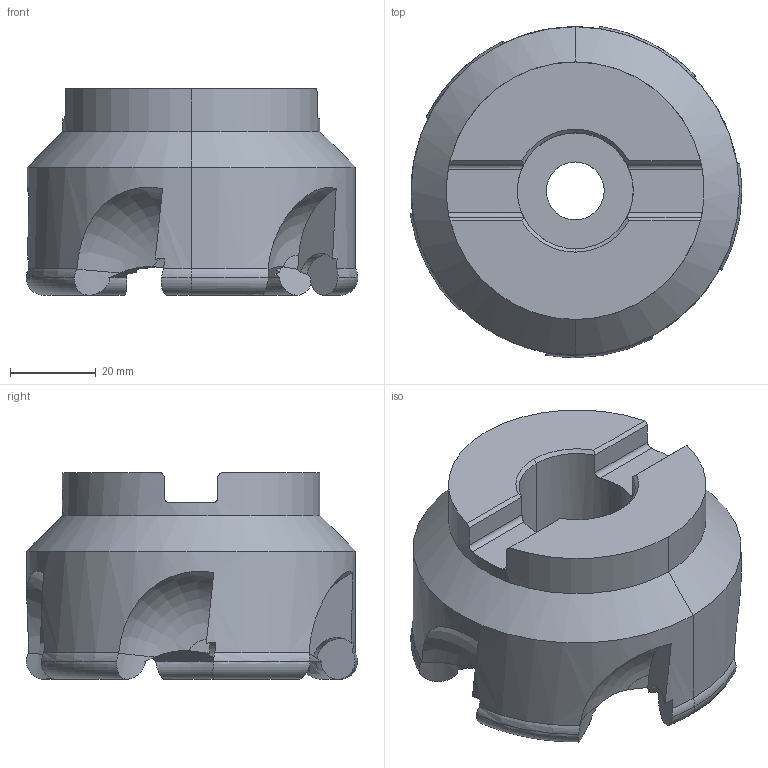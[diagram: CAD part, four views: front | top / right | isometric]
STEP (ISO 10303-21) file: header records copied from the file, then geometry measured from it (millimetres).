
FILE_DESCRIPTION(('no description'),'unknown implementation level');
FILE_NAME('solidPtUo7piXs1_JRdsvFTF5luis2o0_1.STP',' ',('CIM GmbH Aachen'),('CADClick - KiM GmbH - www.kimweb.de'),'unknown preprocess','ACIS','unknown authorization');
FILE_SCHEMA(('automotive_design'));
Length unit declared in the file: millimetre
Products named in the file (1): 1
Bounding box: 77.24 x 77.17 x 48.1 mm (x, y, z)
Volume: 129536.1 mm3; surface area: 21915.9 mm2
Topology: 1 solids, 1 shells, 95 faces, 264 edges, 172 vertices
Faces by surface type: plane 37, cylinder 33, torus 17, cone 8
Entity records: 7608 total; most frequent: CARTESIAN_POINT 2288, STYLED_ITEM 532, PRESENTATION_STYLE_ASSIGNMENT 532, COLOUR_RGB 532, ORIENTED_EDGE 528, DIRECTION 483, EDGE_CURVE 264, CURVE_STYLE 264
